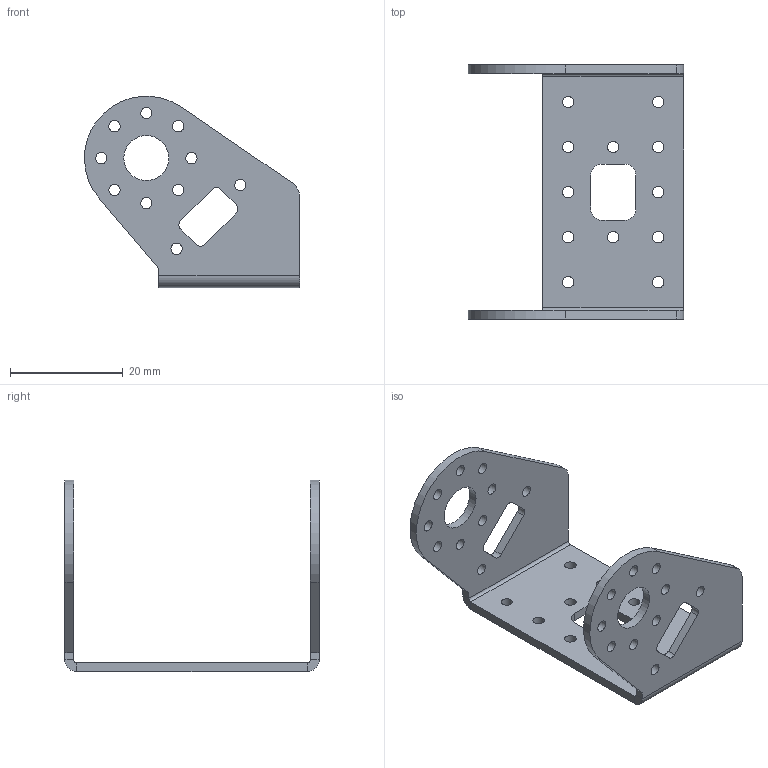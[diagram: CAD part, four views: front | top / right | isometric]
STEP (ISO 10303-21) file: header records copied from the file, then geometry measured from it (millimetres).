
FILE_DESCRIPTION((''),'2;1');
FILE_NAME('F1 Bracket.stp','2013-05-14T15:04:11',('Andrew'),(''),'Autodesk Inventor 2012','Autodesk Inventor 2012','');
FILE_SCHEMA(('AUTOMOTIVE_DESIGN { 1 0 10303 214 1 1 1 1 }'));
Length unit declared in the file: millimetre
Products named in the file (1): F1 Bracket
Bounding box: 38.21 x 45.17 x 33.97 mm (x, y, z)
Volume: 3941.9 mm3; surface area: 5942.1 mm2
Topology: 1 solids, 1 shells, 86 faces, 236 edges, 152 vertices
Faces by surface type: cylinder 54, plane 32
Full cylindrical faces by diameter (mm): 2 x32, 8 x2
Entity records: 2764 total; most frequent: DIRECTION 484, CARTESIAN_POINT 441, ORIENTED_EDGE 404, EDGE_CURVE 202, AXIS2_PLACEMENT_3D 195, EDGE_LOOP 194, VERTEX_POINT 152, CIRCLE 108
